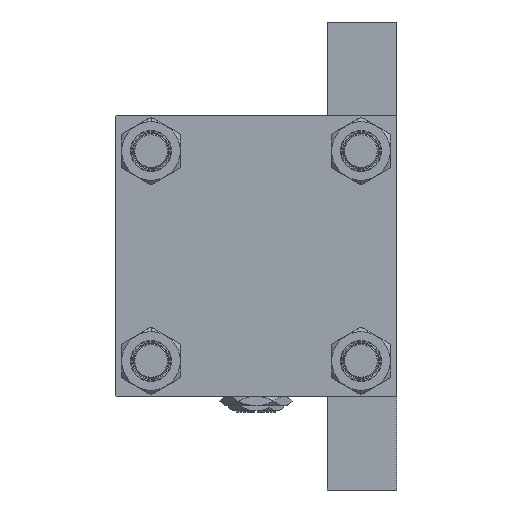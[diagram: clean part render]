
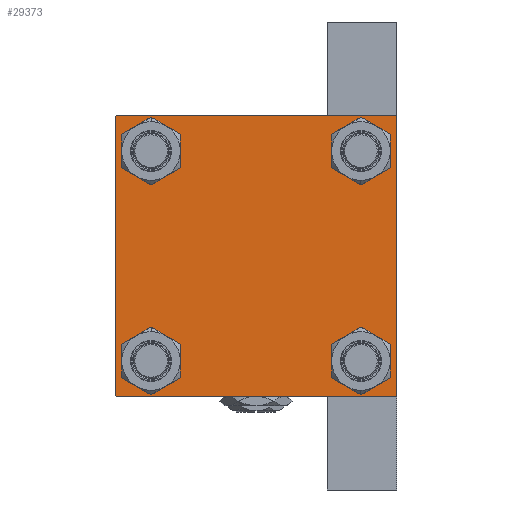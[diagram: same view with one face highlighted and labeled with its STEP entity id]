
A CAD part, left-side view. The second image highlights one B-rep face of the part: STEP entity #29373.
In plain terms, the highlighted planar face has unit normal (-1, 0, 0).
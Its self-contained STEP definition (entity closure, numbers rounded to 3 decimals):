
#1209 = EDGE_CURVE ( 'NONE', #3455, #38867, #46501, .T. ) ;
#1722 = DIRECTION ( 'NONE',  ( 0., -0.707, -0.707 ) ) ;
#2605 = ORIENTED_EDGE ( 'NONE', *, *, #32890, .T. ) ;
#2873 = LINE ( 'NONE', #34046, #43277 ) ;
#3455 = VERTEX_POINT ( 'NONE', #17986 ) ;
#3991 = DIRECTION ( 'NONE',  ( 1., 0., 0. ) ) ;
#3992 = ORIENTED_EDGE ( 'NONE', *, *, #31912, .T. ) ;
#4169 = DIRECTION ( 'NONE',  ( 0., -0.707, 0.707 ) ) ;
#4620 = CARTESIAN_POINT ( 'NONE',  ( 0., 64.5, 65. ) ) ;
#4942 = AXIS2_PLACEMENT_3D ( 'NONE', #16088, #27602, #7411 ) ;
#5711 = CIRCLE ( 'NONE', #40799, 8.5 ) ;
#5927 = VECTOR ( 'NONE', #19312, 1000. ) ;
#6322 = CARTESIAN_POINT ( 'NONE',  ( 0., -64.75, 64.75 ) ) ;
#6684 = VERTEX_POINT ( 'NONE', #25388 ) ;
#7411 = DIRECTION ( 'NONE',  ( 0., 0., 1. ) ) ;
#7496 = DIRECTION ( 'NONE',  ( 0., -1., 0. ) ) ;
#7577 = DIRECTION ( 'NONE',  ( 0., 0., 1. ) ) ;
#7944 = VERTEX_POINT ( 'NONE', #24900 ) ;
#7963 = DIRECTION ( 'NONE',  ( 0., 0., 1. ) ) ;
#8076 = CARTESIAN_POINT ( 'NONE',  ( 0., 48.45, -48.45 ) ) ;
#8290 = VECTOR ( 'NONE', #1722, 1000. ) ;
#8993 = LINE ( 'NONE', #31737, #19470 ) ;
#9019 = ORIENTED_EDGE ( 'NONE', *, *, #36542, .T. ) ;
#9513 = FACE_BOUND ( 'NONE', #25620, .T. ) ;
#9607 = EDGE_LOOP ( 'NONE', ( #38460, #23291 ) ) ;
#9652 = LINE ( 'NONE', #42594, #5927 ) ;
#11282 = CARTESIAN_POINT ( 'NONE',  ( 0., -48.45, -39.95 ) ) ;
#11614 = DIRECTION ( 'NONE',  ( 1., 0., 0. ) ) ;
#12620 = DIRECTION ( 'NONE',  ( 1., 0., 0. ) ) ;
#13255 = VECTOR ( 'NONE', #4169, 1000. ) ;
#13367 = VERTEX_POINT ( 'NONE', #11282 ) ;
#13722 = VERTEX_POINT ( 'NONE', #18891 ) ;
#13773 = DIRECTION ( 'NONE',  ( 1., 0., 0. ) ) ;
#14021 = VECTOR ( 'NONE', #28068, 1000. ) ;
#14939 = VERTEX_POINT ( 'NONE', #17894 ) ;
#15108 = DIRECTION ( 'NONE',  ( 0., 0., -1. ) ) ;
#15531 = CARTESIAN_POINT ( 'NONE',  ( 0., 64.75, 64.75 ) ) ;
#16088 = CARTESIAN_POINT ( 'NONE',  ( 0., -48.45, -48.45 ) ) ;
#16283 = CARTESIAN_POINT ( 'NONE',  ( 0., -65., -64.5 ) ) ;
#17681 = DIRECTION ( 'NONE',  ( -1., 0., 0. ) ) ;
#17894 = CARTESIAN_POINT ( 'NONE',  ( 0., 65., 64.5 ) ) ;
#17986 = CARTESIAN_POINT ( 'NONE',  ( 0., -48.45, 56.95 ) ) ;
#18316 = LINE ( 'NONE', #6322, #40875 ) ;
#18355 = CIRCLE ( 'NONE', #50195, 8.5 ) ;
#18434 = FACE_BOUND ( 'NONE', #43592, .T. ) ;
#18643 = VERTEX_POINT ( 'NONE', #43954 ) ;
#18706 = CARTESIAN_POINT ( 'NONE',  ( 0., -48.45, -56.95 ) ) ;
#18891 = CARTESIAN_POINT ( 'NONE',  ( 0., -64.5, -65. ) ) ;
#18912 = VERTEX_POINT ( 'NONE', #35952 ) ;
#19083 = EDGE_CURVE ( 'NONE', #38867, #3455, #26801, .T. ) ;
#19312 = DIRECTION ( 'NONE',  ( 0., 0., -1. ) ) ;
#19453 = CARTESIAN_POINT ( 'NONE',  ( 0., -48.45, 48.45 ) ) ;
#19470 = VECTOR ( 'NONE', #44518, 1000. ) ;
#19526 = EDGE_CURVE ( 'NONE', #45864, #18643, #8993, .T. ) ;
#19880 = CARTESIAN_POINT ( 'NONE',  ( 0., -65., 64.5 ) ) ;
#19929 = ORIENTED_EDGE ( 'NONE', *, *, #31363, .T. ) ;
#19992 = CARTESIAN_POINT ( 'NONE',  ( 0., 48.45, 48.45 ) ) ;
#19996 = CARTESIAN_POINT ( 'NONE',  ( 0., 65., -65. ) ) ;
#20508 = EDGE_CURVE ( 'NONE', #18912, #7944, #31710, .T. ) ;
#20952 = DIRECTION ( 'NONE',  ( 1., 0., 0. ) ) ;
#21263 = DIRECTION ( 'NONE',  ( 0., 0., 1. ) ) ;
#21509 = CARTESIAN_POINT ( 'NONE',  ( 0., 64.5, -65. ) ) ;
#22100 = ORIENTED_EDGE ( 'NONE', *, *, #20508, .T. ) ;
#22537 = ORIENTED_EDGE ( 'NONE', *, *, #33287, .T. ) ;
#22930 = EDGE_CURVE ( 'NONE', #7944, #18912, #5711, .T. ) ;
#22934 = CARTESIAN_POINT ( 'NONE',  ( 0., -48.45, 39.95 ) ) ;
#23291 = ORIENTED_EDGE ( 'NONE', *, *, #19083, .T. ) ;
#23615 = DIRECTION ( 'NONE',  ( 1., 0., 0. ) ) ;
#23709 = LINE ( 'NONE', #15531, #14021 ) ;
#23981 = ORIENTED_EDGE ( 'NONE', *, *, #34110, .T. ) ;
#24136 = CARTESIAN_POINT ( 'NONE',  ( 0., 48.45, -48.45 ) ) ;
#24472 = AXIS2_PLACEMENT_3D ( 'NONE', #19453, #35051, #7963 ) ;
#24575 = VECTOR ( 'NONE', #7496, 1000. ) ;
#24707 = EDGE_CURVE ( 'NONE', #14939, #32977, #2873, .T. ) ;
#24900 = CARTESIAN_POINT ( 'NONE',  ( 0., 48.45, -56.95 ) ) ;
#25117 = ORIENTED_EDGE ( 'NONE', *, *, #43194, .T. ) ;
#25256 = ORIENTED_EDGE ( 'NONE', *, *, #24707, .T. ) ;
#25378 = EDGE_LOOP ( 'NONE', ( #2605, #28166 ) ) ;
#25388 = CARTESIAN_POINT ( 'NONE',  ( 0., 48.45, 39.95 ) ) ;
#25620 = EDGE_LOOP ( 'NONE', ( #22100, #27499 ) ) ;
#26117 = PLANE ( 'NONE',  #35131 ) ;
#26801 = CIRCLE ( 'NONE', #43104, 8.5 ) ;
#27222 = DIRECTION ( 'NONE',  ( 0., 0., 1. ) ) ;
#27356 = EDGE_CURVE ( 'NONE', #45864, #14939, #23709, .T. ) ;
#27471 = DIRECTION ( 'NONE',  ( 0., 0., 1. ) ) ;
#27499 = ORIENTED_EDGE ( 'NONE', *, *, #22930, .T. ) ;
#27602 = DIRECTION ( 'NONE',  ( 1., 0., 0. ) ) ;
#28068 = DIRECTION ( 'NONE',  ( 0., 0.707, -0.707 ) ) ;
#28166 = ORIENTED_EDGE ( 'NONE', *, *, #42469, .T. ) ;
#28241 = DIRECTION ( 'NONE',  ( 0., 0., 1. ) ) ;
#29373 = ADVANCED_FACE ( 'NONE', ( #45037, #37866, #9513, #18434, #41449 ), #26117, .T. ) ;
#30298 = EDGE_LOOP ( 'NONE', ( #25256, #19929, #22537, #9019, #41561, #23981, #47208, #47061 ) ) ;
#31051 = CARTESIAN_POINT ( 'NONE',  ( 0., 48.45, 48.45 ) ) ;
#31363 = EDGE_CURVE ( 'NONE', #32977, #43541, #40558, .T. ) ;
#31710 = CIRCLE ( 'NONE', #32519, 8.5 ) ;
#31737 = CARTESIAN_POINT ( 'NONE',  ( 0., 65., 65. ) ) ;
#31912 = EDGE_CURVE ( 'NONE', #6684, #47138, #31969, .T. ) ;
#31969 = CIRCLE ( 'NONE', #37674, 8.5 ) ;
#32519 = AXIS2_PLACEMENT_3D ( 'NONE', #24136, #12620, #28241 ) ;
#32890 = EDGE_CURVE ( 'NONE', #13367, #37753, #34339, .T. ) ;
#32977 = VERTEX_POINT ( 'NONE', #38834 ) ;
#33176 = CARTESIAN_POINT ( 'NONE',  ( 0., 48.45, 56.95 ) ) ;
#33287 = EDGE_CURVE ( 'NONE', #43541, #13722, #38906, .T. ) ;
#34046 = CARTESIAN_POINT ( 'NONE',  ( 0., 65., 65. ) ) ;
#34110 = EDGE_CURVE ( 'NONE', #36796, #18643, #18316, .T. ) ;
#34339 = CIRCLE ( 'NONE', #4942, 8.5 ) ;
#35051 = DIRECTION ( 'NONE',  ( 1., 0., 0. ) ) ;
#35131 = AXIS2_PLACEMENT_3D ( 'NONE', #48604, #17681, #21263 ) ;
#35599 = LINE ( 'NONE', #43273, #13255 ) ;
#35952 = CARTESIAN_POINT ( 'NONE',  ( 0., 48.45, -39.95 ) ) ;
#36291 = CARTESIAN_POINT ( 'NONE',  ( 0., -48.45, -48.45 ) ) ;
#36480 = CARTESIAN_POINT ( 'NONE',  ( 0., 64.75, -64.75 ) ) ;
#36542 = EDGE_CURVE ( 'NONE', #13722, #41838, #35599, .T. ) ;
#36796 = VERTEX_POINT ( 'NONE', #19880 ) ;
#37104 = EDGE_CURVE ( 'NONE', #36796, #41838, #9652, .T. ) ;
#37674 = AXIS2_PLACEMENT_3D ( 'NONE', #19992, #13773, #49551 ) ;
#37753 = VERTEX_POINT ( 'NONE', #18706 ) ;
#37866 = FACE_BOUND ( 'NONE', #25378, .T. ) ;
#38460 = ORIENTED_EDGE ( 'NONE', *, *, #1209, .T. ) ;
#38834 = CARTESIAN_POINT ( 'NONE',  ( 0., 65., -64.5 ) ) ;
#38867 = VERTEX_POINT ( 'NONE', #22934 ) ;
#38906 = LINE ( 'NONE', #19996, #24575 ) ;
#39540 = AXIS2_PLACEMENT_3D ( 'NONE', #36291, #20952, #44713 ) ;
#40558 = LINE ( 'NONE', #36480, #8290 ) ;
#40799 = AXIS2_PLACEMENT_3D ( 'NONE', #8076, #3991, #7577 ) ;
#40875 = VECTOR ( 'NONE', #48992, 1000. ) ;
#41449 = FACE_OUTER_BOUND ( 'NONE', #30298, .T. ) ;
#41561 = ORIENTED_EDGE ( 'NONE', *, *, #37104, .F. ) ;
#41838 = VERTEX_POINT ( 'NONE', #16283 ) ;
#42469 = EDGE_CURVE ( 'NONE', #37753, #13367, #46079, .T. ) ;
#42594 = CARTESIAN_POINT ( 'NONE',  ( 0., -65., 65. ) ) ;
#43104 = AXIS2_PLACEMENT_3D ( 'NONE', #46880, #23615, #27471 ) ;
#43194 = EDGE_CURVE ( 'NONE', #47138, #6684, #18355, .T. ) ;
#43273 = CARTESIAN_POINT ( 'NONE',  ( 0., -64.75, -64.75 ) ) ;
#43277 = VECTOR ( 'NONE', #15108, 1000. ) ;
#43541 = VERTEX_POINT ( 'NONE', #21509 ) ;
#43592 = EDGE_LOOP ( 'NONE', ( #25117, #3992 ) ) ;
#43954 = CARTESIAN_POINT ( 'NONE',  ( 0., -64.5, 65. ) ) ;
#44518 = DIRECTION ( 'NONE',  ( 0., -1., 0. ) ) ;
#44713 = DIRECTION ( 'NONE',  ( 0., 0., 1. ) ) ;
#45037 = FACE_BOUND ( 'NONE', #9607, .T. ) ;
#45864 = VERTEX_POINT ( 'NONE', #4620 ) ;
#46079 = CIRCLE ( 'NONE', #39540, 8.5 ) ;
#46501 = CIRCLE ( 'NONE', #24472, 8.5 ) ;
#46880 = CARTESIAN_POINT ( 'NONE',  ( 0., -48.45, 48.45 ) ) ;
#47061 = ORIENTED_EDGE ( 'NONE', *, *, #27356, .T. ) ;
#47138 = VERTEX_POINT ( 'NONE', #33176 ) ;
#47208 = ORIENTED_EDGE ( 'NONE', *, *, #19526, .F. ) ;
#48604 = CARTESIAN_POINT ( 'NONE',  ( 0., 0., 0. ) ) ;
#48992 = DIRECTION ( 'NONE',  ( 0., 0.707, 0.707 ) ) ;
#49551 = DIRECTION ( 'NONE',  ( 0., 0., 1. ) ) ;
#50195 = AXIS2_PLACEMENT_3D ( 'NONE', #31051, #11614, #27222 ) ;
